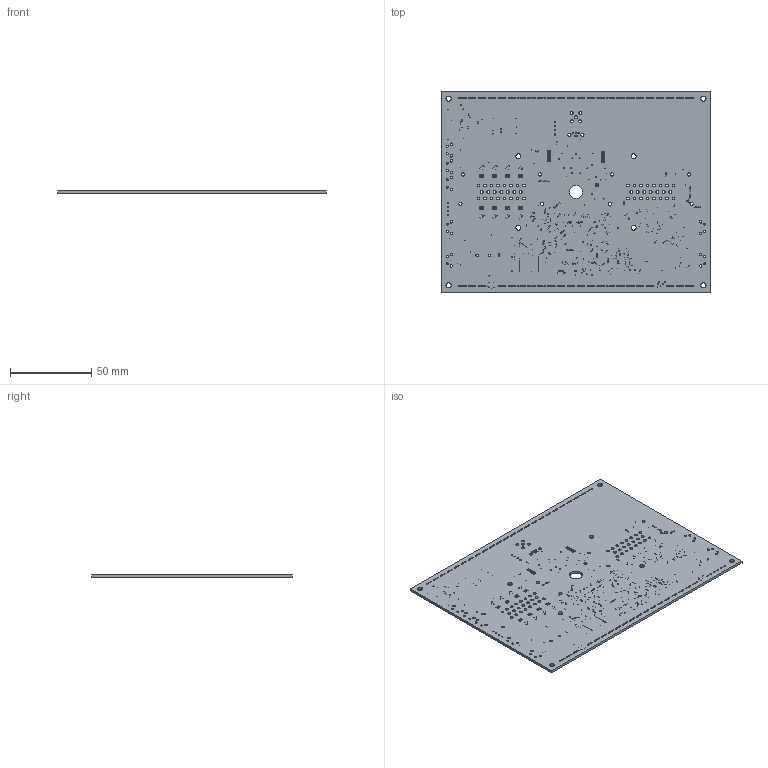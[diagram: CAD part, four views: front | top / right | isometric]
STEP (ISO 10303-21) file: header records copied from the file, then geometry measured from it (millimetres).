
FILE_DESCRIPTION(('Designed by EasyEDA Pro'),'2;1');
FILE_NAME('Open CASCADE Shape Model','2023-04-01T19:48:40',('Author'),( 'Open CASCADE'),'Open CASCADE STEP processor 7.6','Open CASCADE 7.6' ,'Unknown');
FILE_SCHEMA(('AUTOMOTIVE_DESIGN { 1 0 10303 214 1 1 1 1 }'));
Length unit declared in the file: millimetre
Products named in the file (2): PCBModel; COMPOUND
Assembly tree (1 placements, depth 2):
  PCBModel
    COMPOUND
Bounding box: 165.57 x 123.57 x 1.6 mm (x, y, z)
Volume: 32063.8 mm3; surface area: 43505.2 mm2
Topology: 1 solids, 1 shells, 1168 faces, 3498 edges, 2332 vertices
Faces by surface type: cylinder 1105, plane 63
Full cylindrical faces by diameter (mm): 0.2 x560, 0.305 x180, 0.5 x14, 0.7 x184, 0.8 x6, 0.889 x8, 1.2 x14, 1.5 x16, 1.65 x1, 1.8 x4, 2 x10, 3 x1, 8 x1
Entity records: 53122 total; most frequent: DIRECTION 8048, CARTESIAN_POINT 7000, ORIENTED_EDGE 6996, EDGE_CURVE 3498, AXIS2_PLACEMENT_3D 3380, FACE_BOUND 3272, EDGE_LOOP 3272, VERTEX_POINT 2332
